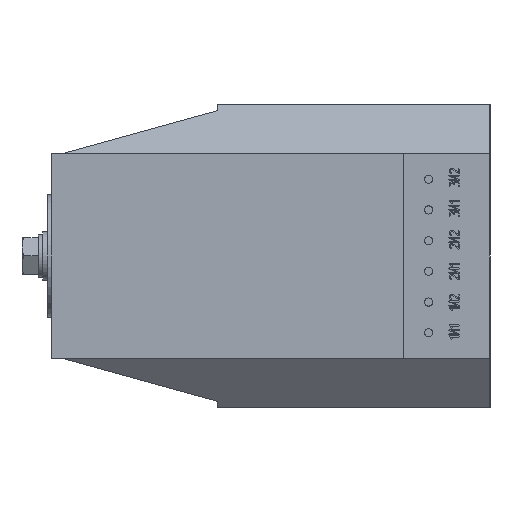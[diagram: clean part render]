
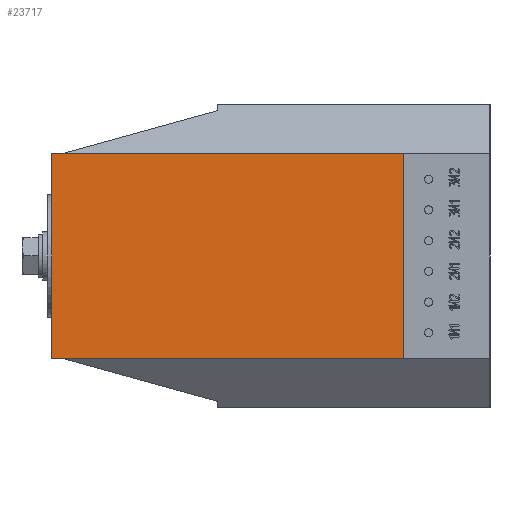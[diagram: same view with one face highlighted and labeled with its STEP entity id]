
A CAD part, left-side view. The second image highlights one B-rep face of the part: STEP entity #23717.
In plain terms, the highlighted planar face has unit normal (-1, 0, 0).
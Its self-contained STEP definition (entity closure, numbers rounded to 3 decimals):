
#708 = LINE ( 'NONE', #930, #12363 ) ;
#867 = DIRECTION ( 'NONE',  ( 0., 0., -1. ) ) ;
#930 = CARTESIAN_POINT ( 'NONE',  ( -197.5, 214., 50. ) ) ;
#1373 = EDGE_CURVE ( 'NONE', #25256, #17966, #29638, .T. ) ;
#1418 = LINE ( 'NONE', #23891, #26013 ) ;
#2696 = DIRECTION ( 'NONE',  ( 0., 0., 1. ) ) ;
#3113 = CARTESIAN_POINT ( 'NONE',  ( -197.5, 0., 0. ) ) ;
#3470 = EDGE_CURVE ( 'NONE', #17966, #14056, #21735, .T. ) ;
#4004 = VECTOR ( 'NONE', #2696, 1000. ) ;
#7586 = EDGE_CURVE ( 'NONE', #14056, #13570, #708, .T. ) ;
#10170 = FACE_OUTER_BOUND ( 'NONE', #22723, .T. ) ;
#12363 = VECTOR ( 'NONE', #23909, 1000. ) ;
#13570 = VERTEX_POINT ( 'NONE', #17434 ) ;
#14056 = VERTEX_POINT ( 'NONE', #22899 ) ;
#14835 = DIRECTION ( 'NONE',  ( 1., 0., 0. ) ) ;
#16754 = CARTESIAN_POINT ( 'NONE',  ( -197.5, 214., -50. ) ) ;
#17434 = CARTESIAN_POINT ( 'NONE',  ( -197.5, 42., 50. ) ) ;
#17491 = VECTOR ( 'NONE', #21389, 1000. ) ;
#17966 = VERTEX_POINT ( 'NONE', #22585 ) ;
#18882 = EDGE_CURVE ( 'NONE', #13570, #25256, #1418, .T. ) ;
#21147 = CARTESIAN_POINT ( 'NONE',  ( -197.5, 42., -50. ) ) ;
#21389 = DIRECTION ( 'NONE',  ( 0., 1., 0. ) ) ;
#21735 = LINE ( 'NONE', #16754, #4004 ) ;
#21868 = ORIENTED_EDGE ( 'NONE', *, *, #1373, .F. ) ;
#22585 = CARTESIAN_POINT ( 'NONE',  ( -197.5, 214., -50. ) ) ;
#22723 = EDGE_LOOP ( 'NONE', ( #21868, #27523, #27842, #24662 ) ) ;
#22899 = CARTESIAN_POINT ( 'NONE',  ( -197.5, 214., 50. ) ) ;
#23717 = ADVANCED_FACE ( 'NONE', ( #10170 ), #28546, .F. ) ;
#23891 = CARTESIAN_POINT ( 'NONE',  ( -197.5, 42., -50. ) ) ;
#23909 = DIRECTION ( 'NONE',  ( 0., -1., 0. ) ) ;
#24662 = ORIENTED_EDGE ( 'NONE', *, *, #3470, .F. ) ;
#25256 = VERTEX_POINT ( 'NONE', #21147 ) ;
#25326 = AXIS2_PLACEMENT_3D ( 'NONE', #3113, #14835, #867 ) ;
#26013 = VECTOR ( 'NONE', #28500, 1000. ) ;
#27523 = ORIENTED_EDGE ( 'NONE', *, *, #18882, .F. ) ;
#27842 = ORIENTED_EDGE ( 'NONE', *, *, #7586, .F. ) ;
#28201 = CARTESIAN_POINT ( 'NONE',  ( -197.5, 214., -50. ) ) ;
#28500 = DIRECTION ( 'NONE',  ( 0., 0., -1. ) ) ;
#28546 = PLANE ( 'NONE',  #25326 ) ;
#29638 = LINE ( 'NONE', #28201, #17491 ) ;
